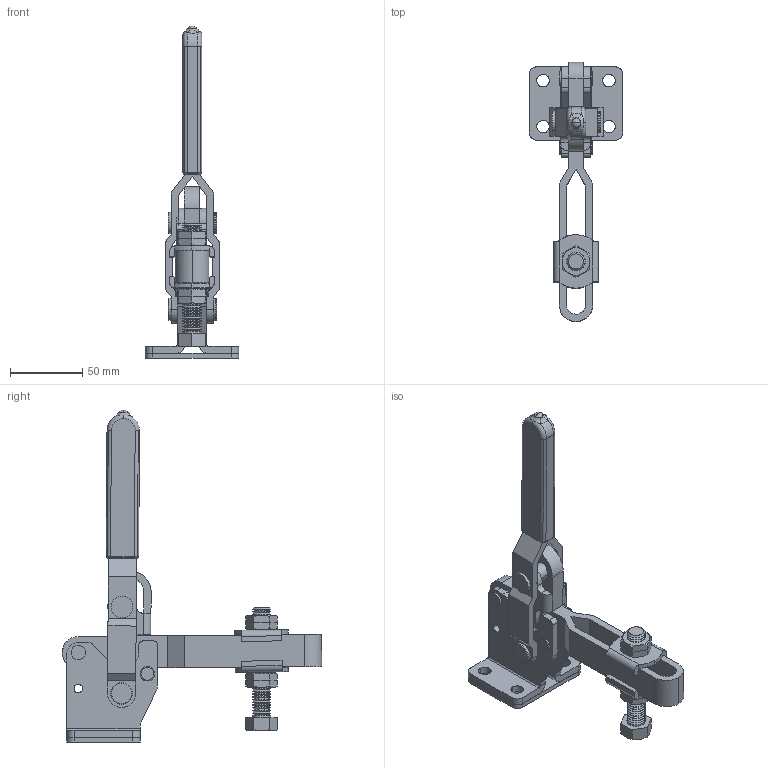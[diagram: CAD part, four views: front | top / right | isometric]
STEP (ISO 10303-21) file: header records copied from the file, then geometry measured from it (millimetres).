
FILE_DESCRIPTION((''),' ');
FILE_NAME('GH-10247.stp',' ',('stephen'),('BIB design'),' ','ACIS 14.0',' ');
FILE_SCHEMA(('automotive_design'));
Length unit declared in the file: inch
Products named in the file (17): Part_575; Part_573; Part_574; Part_1565; Part_1564; Part_1465; Part_8473; Part_2290; Part_8474; Part_2478; Part_2517; Part_8475; Part_6377; Part_11654; Part_12099; Part_14728; Part_16316
Bounding box: 64.7 x 179.74 x 230.15 mm (x, y, z)
Volume: 182828.4 mm3; surface area: 100508.8 mm2
Topology: 17 solids, 17 shells, 659 faces, 1943 edges, 1327 vertices
Faces by surface type: revolution 378, plane 119, bspline 83, cylinder 49, torus 28, sphere 2
Entity records: 51125 total; most frequent: CARTESIAN_POINT 12091, PRESENTATION_STYLE_ASSIGNMENT 4492, COLOUR_RGB 4492, STYLED_ITEM 3944, ORIENTED_EDGE 3882, CURVE_STYLE 2489, DIRECTION 2475, EDGE_CURVE 1941
